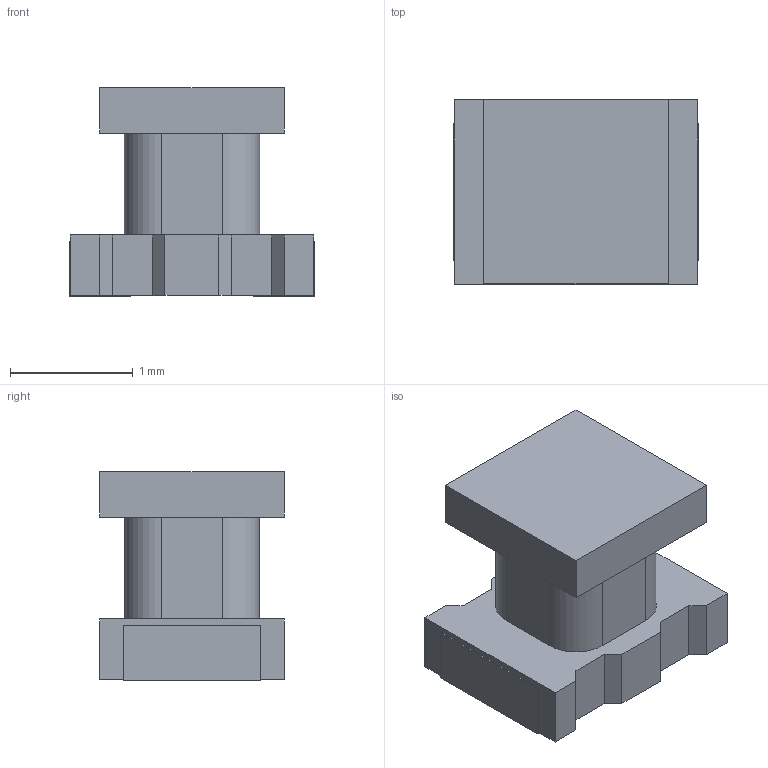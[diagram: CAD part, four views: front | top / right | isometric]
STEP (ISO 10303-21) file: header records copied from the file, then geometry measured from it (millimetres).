
FILE_DESCRIPTION(('CATIA V5 STEP Exchange'),'2;1');
FILE_NAME('LQW2BHN.stp','2012-08-31T08:38:10+00:00',('none'),('none'),'CATIA Version 5 Release 20 SP 5 (IN-10)','CATIA V5 STEP AP214','none');
FILE_SCHEMA(('AUTOMOTIVE_DESIGN { 1 0 10303 214 1 1 1 1 }'));
Length unit declared in the file: millimetre
Products named in the file (1): Part1
Bounding box: 2 x 1.5 x 1.7 mm (x, y, z)
Volume: 3.2 mm3; surface area: 17 mm2
Topology: 1 solids, 1 shells, 48 faces, 132 edges, 88 vertices
Faces by surface type: plane 44, cylinder 4
Entity records: 1600 total; most frequent: ORIENTED_EDGE 264, CARTESIAN_POINT 257, DIRECTION 204, EDGE_CURVE 132, VECTOR 124, LINE 124, VERTEX_POINT 88, EDGE_LOOP 50
